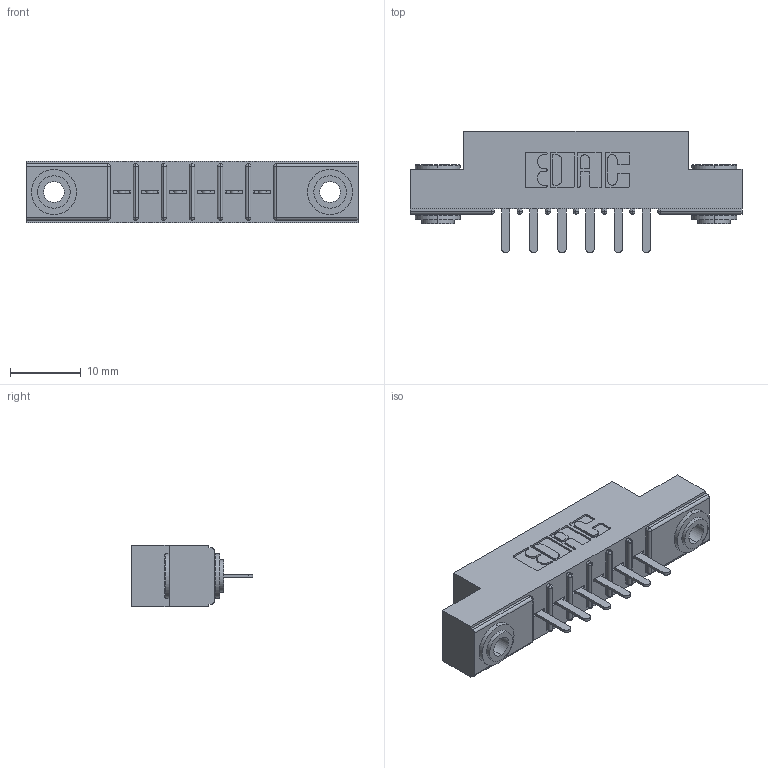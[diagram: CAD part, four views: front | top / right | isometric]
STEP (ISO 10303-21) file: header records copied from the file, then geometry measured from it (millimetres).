
FILE_DESCRIPTION (( 'STEP AP203' ), '1' );
FILE_NAME ('316-006-520-103.STEP', '2018-07-30T23:36:11', ( '' ), ( '' ), 'SwSTEP 2.0', 'SolidWorks 2016', '' );
FILE_SCHEMA (( 'CONFIG_CONTROL_DESIGN' ));
Length unit declared in the file: inch
Products named in the file (4): 306 Part_.156 Dia; 306-290-001_120; 345-250-002_345-250-002-102; 316-006-520-103
Assembly tree (9 placements, depth 2):
  316-006-520-103
    306 Part_.156 Dia
    306-290-001_120  x6
    345-250-002_345-250-002-102  x2
Bounding box: 46.79 x 17.12 x 8.71 mm (x, y, z)
Volume: 3135.4 mm3; surface area: 4375.6 mm2
Topology: 9 solids, 9 shells, 588 faces, 1610 edges, 1036 vertices
Faces by surface type: plane 374, cylinder 182, sphere 24, cone 8
Entity records: 11280 total; most frequent: CARTESIAN_POINT 1866, DIRECTION 1858, ORIENTED_EDGE 1836, EDGE_CURVE 918, VECTOR 690, LINE 690, VERTEX_POINT 592, AXIS2_PLACEMENT_3D 584
